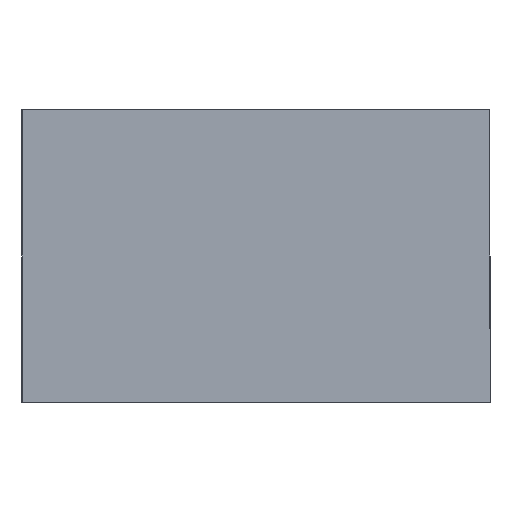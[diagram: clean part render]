
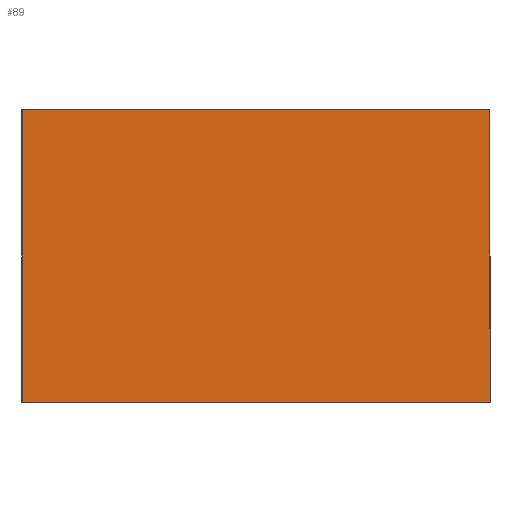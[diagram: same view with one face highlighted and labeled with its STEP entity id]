
A CAD part, left-side view. The second image highlights one B-rep face of the part: STEP entity #89.
In plain terms, the highlighted face is planar.
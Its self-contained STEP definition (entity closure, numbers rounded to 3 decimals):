
#89 = ADVANCED_FACE( '', ( #153 ), #154, .T. );
#153 = FACE_OUTER_BOUND( '', #203, .T. );
#154 = PLANE( '', #204 );
#203 = EDGE_LOOP( '', ( #246, #247, #248, #249 ) );
#204 = AXIS2_PLACEMENT_3D( '', #250, #251, #252 );
#246 = ORIENTED_EDGE( '', *, *, #335, .T. );
#247 = ORIENTED_EDGE( '', *, *, #340, .T. );
#248 = ORIENTED_EDGE( '', *, *, #341, .T. );
#249 = ORIENTED_EDGE( '', *, *, #342, .T. );
#250 = CARTESIAN_POINT( '', ( 0., 0., -0.25 ) );
#251 = DIRECTION( '', ( 0., 0., -1. ) );
#252 = DIRECTION( '', ( -1., 0., 0. ) );
#335 = EDGE_CURVE( '', #371, #372, #373, .T. );
#340 = EDGE_CURVE( '', #372, #380, #381, .T. );
#341 = EDGE_CURVE( '', #380, #382, #383, .T. );
#342 = EDGE_CURVE( '', #382, #371, #384, .T. );
#371 = VERTEX_POINT( '', #423 );
#372 = VERTEX_POINT( '', #424 );
#373 = LINE( '', #425, #426 );
#380 = VERTEX_POINT( '', #436 );
#381 = LINE( '', #437, #438 );
#382 = VERTEX_POINT( '', #439 );
#383 = LINE( '', #440, #441 );
#384 = LINE( '', #442, #443 );
#423 = CARTESIAN_POINT( '', ( 1.6, 1., -0.25 ) );
#424 = CARTESIAN_POINT( '', ( 1.6, -1., -0.25 ) );
#425 = CARTESIAN_POINT( '', ( 1.6, 1., -0.25 ) );
#426 = VECTOR( '', #498, 1000. );
#436 = CARTESIAN_POINT( '', ( -1.6, -1., -0.25 ) );
#437 = CARTESIAN_POINT( '', ( 1.6, -1., -0.25 ) );
#438 = VECTOR( '', #502, 1000. );
#439 = CARTESIAN_POINT( '', ( -1.6, 1., -0.25 ) );
#440 = CARTESIAN_POINT( '', ( -1.6, -1., -0.25 ) );
#441 = VECTOR( '', #503, 1000. );
#442 = CARTESIAN_POINT( '', ( -1.6, 1., -0.25 ) );
#443 = VECTOR( '', #504, 1000. );
#498 = DIRECTION( '', ( 0., -1., 0. ) );
#502 = DIRECTION( '', ( -1., 0., 0. ) );
#503 = DIRECTION( '', ( 0., 1., 0. ) );
#504 = DIRECTION( '', ( 1., 0., 0. ) );
